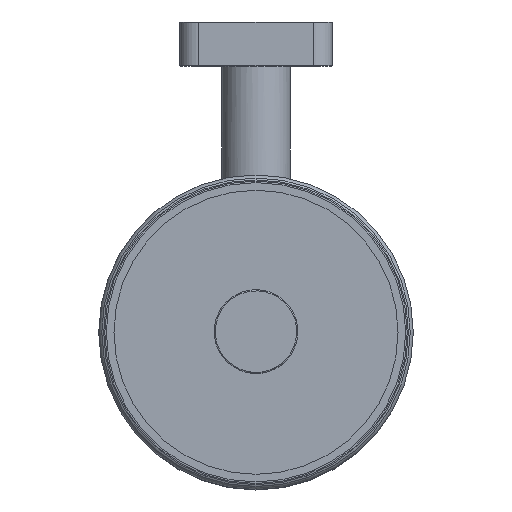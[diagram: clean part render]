
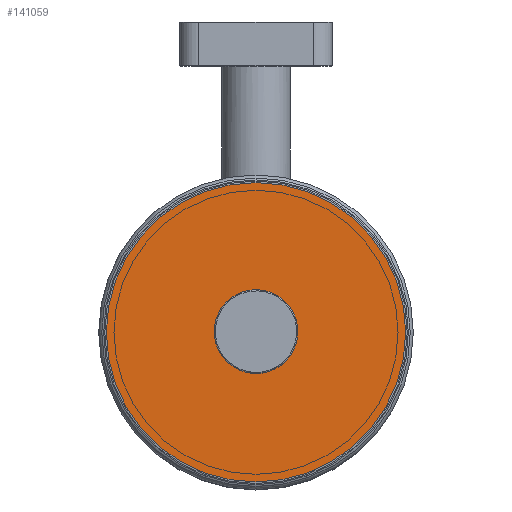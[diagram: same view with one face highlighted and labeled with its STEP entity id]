
A CAD part, top view. The second image highlights one B-rep face of the part: STEP entity #141059.
In plain terms, the highlighted face is planar.
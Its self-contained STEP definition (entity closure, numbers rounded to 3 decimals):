
#4019=PLANE('',#155822);
#17596=CIRCLE('',#155816,3.25);
#17598=CIRCLE('',#155819,39.3);
#44912=ORIENTED_EDGE('',*,*,#58977,.T.);
#44913=ORIENTED_EDGE('',*,*,#58979,.F.);
#58977=EDGE_CURVE('',#68566,#68566,#17596,.T.);
#58979=EDGE_CURVE('',#68568,#68568,#17598,.T.);
#68566=VERTEX_POINT('',#231522);
#68568=VERTEX_POINT('',#231527);
#81979=EDGE_LOOP('',(#44912));
#81980=EDGE_LOOP('',(#44913));
#91475=FACE_BOUND('',#81979,.T.);
#91476=FACE_BOUND('',#81980,.T.);
#141059=ADVANCED_FACE('',(#91475,#91476),#4019,.T.);
#155816=AXIS2_PLACEMENT_3D('',#231521,#186553,#186554);
#155819=AXIS2_PLACEMENT_3D('',#231526,#186559,#186560);
#155822=AXIS2_PLACEMENT_3D('',#231531,#186565,#186566);
#186553=DIRECTION('',(0.,-1.,0.));
#186554=DIRECTION('',(1.,0.,0.));
#186559=DIRECTION('',(0.,-1.,0.));
#186560=DIRECTION('',(0.,0.,1.));
#186565=DIRECTION('',(0.,1.,0.));
#186566=DIRECTION('',(0.,0.,-1.));
#231521=CARTESIAN_POINT('',(9808.188,-9805.457,165.85));
#231522=CARTESIAN_POINT('',(9811.438,-9805.457,165.85));
#231526=CARTESIAN_POINT('',(9808.188,-9805.457,165.85));
#231527=CARTESIAN_POINT('',(9808.188,-9805.457,205.15));
#231531=CARTESIAN_POINT('',(9808.188,-9805.457,165.85));
